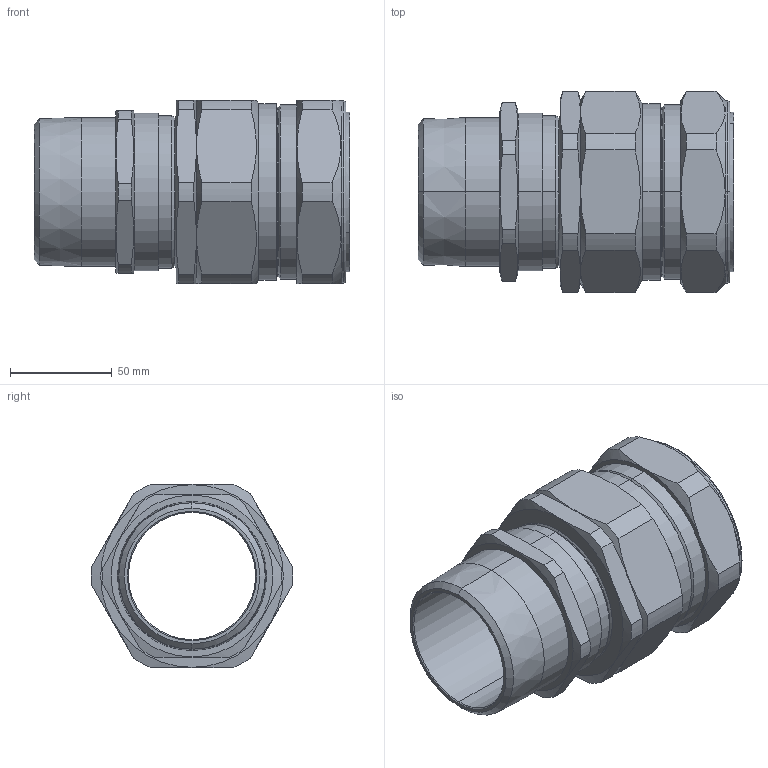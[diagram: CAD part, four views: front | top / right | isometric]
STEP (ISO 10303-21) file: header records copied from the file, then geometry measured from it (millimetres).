
FILE_DESCRIPTION (( 'STEP AP203' ), '1' );
FILE_NAME ('75SE%1RA037.STEP', '2021-04-21T12:09:01', ( '' ), ( '' ), 'SwSTEP 2.0', 'SolidWorks 2017', '' );
FILE_SCHEMA (( 'CONFIG_CONTROL_DESIGN' ));
Length unit declared in the file: millimetre
Products named in the file (1): 75SE%1RA037
Bounding box: 155.2 x 98.95 x 90 mm (x, y, z)
Volume: 315587.5 mm3; surface area: 85756.5 mm2
Topology: 1 solids, 1 shells, 130 faces, 316 edges, 198 vertices
Faces by surface type: cylinder 48, cone 40, plane 36, torus 6
Entity records: 4311 total; most frequent: CARTESIAN_POINT 1193, DIRECTION 652, ORIENTED_EDGE 632, EDGE_CURVE 316, AXIS2_PLACEMENT_3D 273, VERTEX_POINT 198, CIRCLE 142, EDGE_LOOP 142
